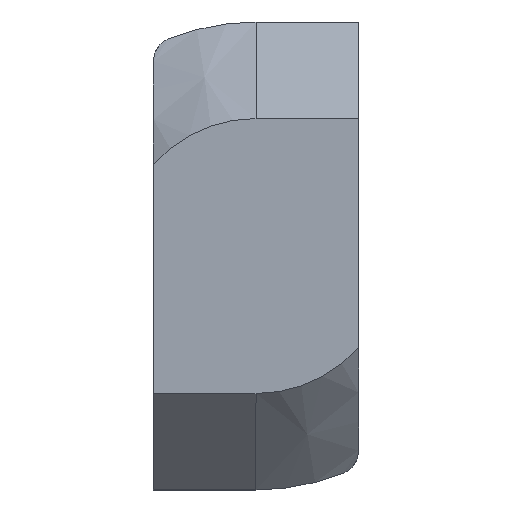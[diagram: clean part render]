
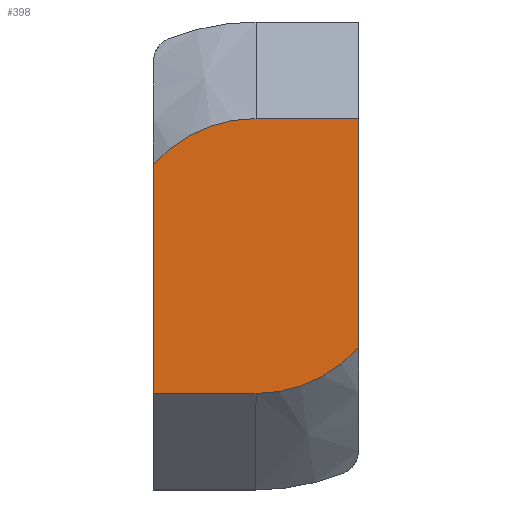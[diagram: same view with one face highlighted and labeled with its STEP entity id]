
A CAD part, front view. The second image highlights one B-rep face of the part: STEP entity #398.
In plain terms, the highlighted planar face has unit normal (0, -1, 0).
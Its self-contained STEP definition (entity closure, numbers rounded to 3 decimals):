
#35 = LINE ( 'NONE', #980, #426 ) ;
#57 = EDGE_CURVE ( 'NONE', #733, #848, #914, .T. ) ;
#69 = AXIS2_PLACEMENT_3D ( 'NONE', #352, #445, #955 ) ;
#89 = DIRECTION ( 'NONE',  ( -1., 0., 0. ) ) ;
#106 = CARTESIAN_POINT ( 'NONE',  ( -4.25, 0., 8.07 ) ) ;
#199 = ORIENTED_EDGE ( 'NONE', *, *, #837, .F. ) ;
#210 = PLANE ( 'NONE',  #894 ) ;
#211 = ORIENTED_EDGE ( 'NONE', *, *, #305, .F. ) ;
#222 = DIRECTION ( 'NONE',  ( 0., 1., 0. ) ) ;
#224 = ORIENTED_EDGE ( 'NONE', *, *, #377, .F. ) ;
#232 = LINE ( 'NONE', #106, #680 ) ;
#283 = CIRCLE ( 'NONE', #69, 5.7 ) ;
#284 = FACE_OUTER_BOUND ( 'NONE', #654, .T. ) ;
#286 = VERTEX_POINT ( 'NONE', #464 ) ;
#305 = EDGE_CURVE ( 'NONE', #1011, #286, #35, .T. ) ;
#308 = AXIS2_PLACEMENT_3D ( 'NONE', #1006, #222, #387 ) ;
#324 = CARTESIAN_POINT ( 'NONE',  ( 4.25, 0., 5.7 ) ) ;
#332 = CARTESIAN_POINT ( 'NONE',  ( 0., 0., -5.7 ) ) ;
#352 = CARTESIAN_POINT ( 'NONE',  ( 0., 0., 0. ) ) ;
#372 = CARTESIAN_POINT ( 'NONE',  ( 0., 0., 5.7 ) ) ;
#377 = EDGE_CURVE ( 'NONE', #392, #1011, #413, .T. ) ;
#387 = DIRECTION ( 'NONE',  ( 0., 0., 1. ) ) ;
#392 = VERTEX_POINT ( 'NONE', #372 ) ;
#398 = ADVANCED_FACE ( 'NONE', ( #284 ), #210, .F. ) ;
#401 = ORIENTED_EDGE ( 'NONE', *, *, #919, .F. ) ;
#413 = LINE ( 'NONE', #626, #854 ) ;
#426 = VECTOR ( 'NONE', #540, 1000. ) ;
#436 = CARTESIAN_POINT ( 'NONE',  ( -4.25, 0., -5.7 ) ) ;
#445 = DIRECTION ( 'NONE',  ( 0., 1., 0. ) ) ;
#458 = CARTESIAN_POINT ( 'NONE',  ( 0., 0., 0. ) ) ;
#464 = CARTESIAN_POINT ( 'NONE',  ( 4.25, 0., -3.798 ) ) ;
#469 = ORIENTED_EDGE ( 'NONE', *, *, #758, .F. ) ;
#507 = ORIENTED_EDGE ( 'NONE', *, *, #57, .F. ) ;
#533 = DIRECTION ( 'NONE',  ( 0., 0., 1. ) ) ;
#540 = DIRECTION ( 'NONE',  ( 0., 0., -1. ) ) ;
#604 = CARTESIAN_POINT ( 'NONE',  ( 0., 0., -5.7 ) ) ;
#626 = CARTESIAN_POINT ( 'NONE',  ( 0., 0., 5.7 ) ) ;
#654 = EDGE_LOOP ( 'NONE', ( #224, #199, #469, #507, #401, #211 ) ) ;
#657 = CARTESIAN_POINT ( 'NONE',  ( -4.25, 0., 3.798 ) ) ;
#680 = VECTOR ( 'NONE', #533, 1000. ) ;
#683 = VECTOR ( 'NONE', #89, 1000. ) ;
#699 = DIRECTION ( 'NONE',  ( 0., 0., 1. ) ) ;
#716 = CIRCLE ( 'NONE', #308, 5.7 ) ;
#733 = VERTEX_POINT ( 'NONE', #332 ) ;
#758 = EDGE_CURVE ( 'NONE', #848, #1038, #232, .T. ) ;
#798 = DIRECTION ( 'NONE',  ( 0., 1., 0. ) ) ;
#801 = DIRECTION ( 'NONE',  ( 1., 0., 0. ) ) ;
#837 = EDGE_CURVE ( 'NONE', #1038, #392, #283, .T. ) ;
#848 = VERTEX_POINT ( 'NONE', #436 ) ;
#854 = VECTOR ( 'NONE', #801, 1000. ) ;
#894 = AXIS2_PLACEMENT_3D ( 'NONE', #458, #798, #699 ) ;
#914 = LINE ( 'NONE', #604, #683 ) ;
#919 = EDGE_CURVE ( 'NONE', #286, #733, #716, .T. ) ;
#955 = DIRECTION ( 'NONE',  ( 0., 0., 1. ) ) ;
#980 = CARTESIAN_POINT ( 'NONE',  ( 4.25, 0., -8.07 ) ) ;
#1006 = CARTESIAN_POINT ( 'NONE',  ( 0., 0., 0. ) ) ;
#1011 = VERTEX_POINT ( 'NONE', #324 ) ;
#1038 = VERTEX_POINT ( 'NONE', #657 ) ;
